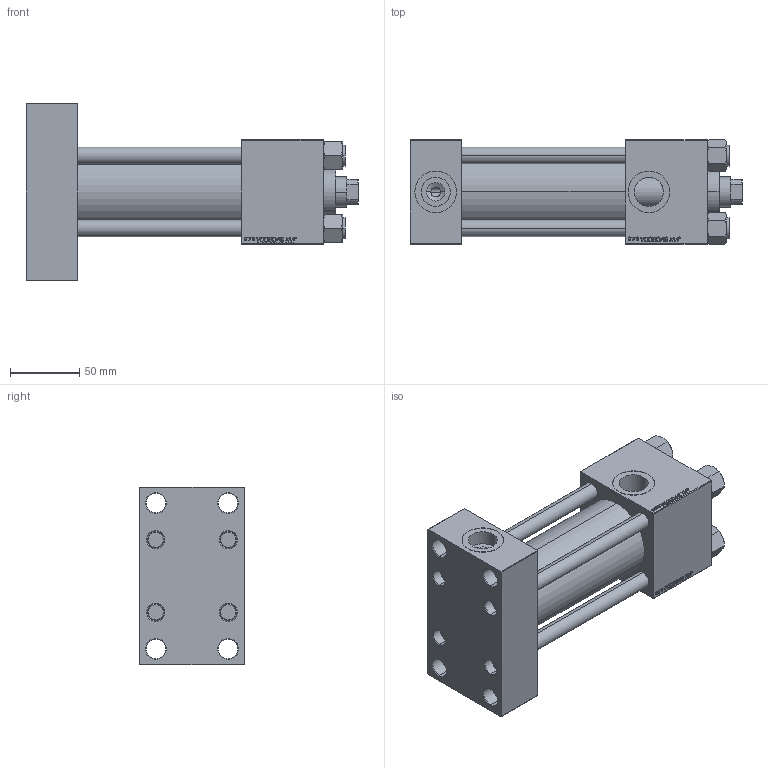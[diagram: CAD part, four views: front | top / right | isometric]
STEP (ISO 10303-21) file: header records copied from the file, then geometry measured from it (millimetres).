
FILE_DESCRIPTION (( 'STEP AP203' ), '1' );
FILE_NAME ('3cae.STEP', '2022-04-15T05:06:44', ( '' ), ( '' ), 'SwSTEP 2.0', 'SolidWorks 2019', '' );
FILE_SCHEMA (( 'CONFIG_CONTROL_DESIGN' ));
Length unit declared in the file: millimetre
Products named in the file (6): V215CR_VCP_E 2701e5b984e62b6c9499d7b4c3597946; 3cae; V215CR_TYCINKA_E 2701e5b984e62b6c9499d7b4c3597946; V215CR_E_Body 2701e5b984e62b6c9499d7b4c3597946; NUT_M5_E 2701e5b984e62b6c9499d7b4c3597946; V215_VC_A 2701e5b984e62b6c9499d7b4c3597946
Assembly tree (11 placements, depth 2):
  3cae
    V215CR_E_Body 2701e5b984e62b6c9499d7b4c3597946
    V215CR_VCP_E 2701e5b984e62b6c9499d7b4c3597946
    V215CR_TYCINKA_E 2701e5b984e62b6c9499d7b4c3597946  x4
    NUT_M5_E 2701e5b984e62b6c9499d7b4c3597946  x4
    V215_VC_A 2701e5b984e62b6c9499d7b4c3597946
Bounding box: 239 x 75.54 x 128 mm (x, y, z)
Volume: 868218.5 mm3; surface area: 206284.6 mm2
Topology: 11 solids, 11 shells, 1142 faces, 2870 edges, 1857 vertices
Faces by surface type: plane 500, bspline 392, cone 152, cylinder 90, torus 8
Entity records: 50158 total; most frequent: CARTESIAN_POINT 27098, ORIENTED_EDGE 5232, DIRECTION 3308, EDGE_CURVE 2616, VERTEX_POINT 1713, LINE 1562, VECTOR 1562, EDGE_LOOP 1157
